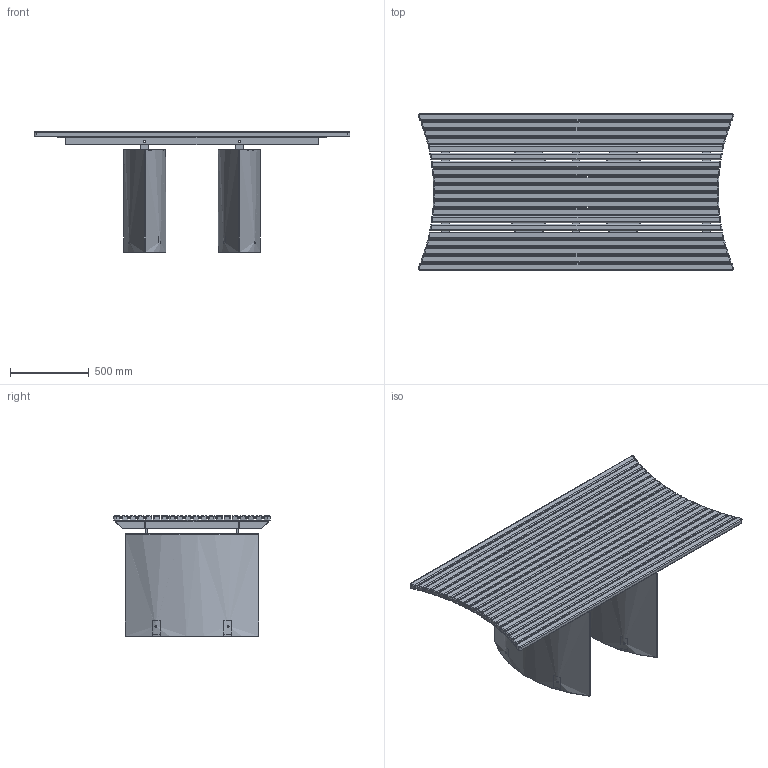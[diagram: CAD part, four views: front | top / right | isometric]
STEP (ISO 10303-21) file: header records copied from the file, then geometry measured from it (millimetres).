
FILE_DESCRIPTION(/* description */ (''),/* implementation_level */ '2;1');
FILE_NAME(/* name */ 'ARC03-A-UAP_ARCTable_3D',/* time_stamp */ '2018-01-18T22:38:38-05:00',/* author */ (''),/* organization */ (''),/* preprocessor_version */ 'ST-DEVELOPER v15',/* originating_system */ '',/* authorisation */ '');
FILE_SCHEMA (('AUTOMOTIVE_DESIGN'));
Length unit declared in the file: millimetre
Products named in the file (5): Document; Block 01; Block 02; Block 03; Block 04
Assembly tree (4 placements, depth 2):
  Document
    Block 01
    Block 02
    Block 03
    Block 04
Bounding box: 2000 x 992 x 762 mm (x, y, z)
Volume: 53400849.8 mm3; surface area: 11885530.3 mm2
Topology: 35 solids, 55 shells, 918 faces, 2222 edges, 1228 vertices
Faces by surface type: bspline 674, plane 244
Entity records: 29025 total; most frequent: CARTESIAN_POINT 16426, ORIENTED_EDGE 4004, EDGE_CURVE 2048, VERTEX_POINT 1219, EDGE_LOOP 1102, ADVANCED_FACE 918, FACE_OUTER_BOUND 918, B_SPLINE_CURVE_WITH_KNOTS 697
